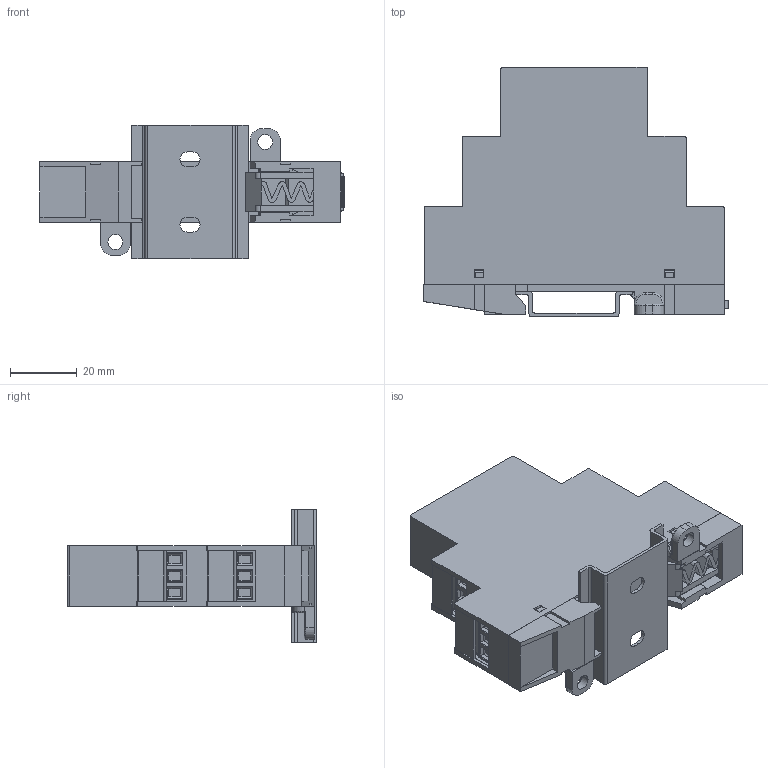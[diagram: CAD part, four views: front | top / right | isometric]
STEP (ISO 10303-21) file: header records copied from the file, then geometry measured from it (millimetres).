
FILE_DESCRIPTION (( 'STEP AP214' ), '1' );
FILE_NAME ('MD-17.5-02.STEP', '2022-01-24T10:44:42', ( '' ), ( '' ), 'SwSTEP 2.0', 'SolidWorks 2017', '' );
FILE_SCHEMA (( 'AUTOMOTIVE_DESIGN' ));
Length unit declared in the file: millimetre
Products named in the file (17): Clip; Foot Bracket; Terminal 3 Pin; MD-17.5-02; Base Plate; Top Cover; Rail-17.5
Assembly tree (10 placements, depth 2):
  Clip
  Foot Bracket
  Terminal 3 Pin
  MD-17.5-02
    Base Plate
    Top Cover
    Terminal 3 Pin  x4
    Foot Bracket  x2
    Clip
    Rail-17.5
  Terminal 3 Pin
Bounding box: 91.2 x 74.7 x 40 mm (x, y, z)
Volume: 28859.5 mm3; surface area: 41659.1 mm2
Topology: 10 solids, 10 shells, 1110 faces, 2893 edges, 1837 vertices
Faces by surface type: plane 902, cylinder 180, torus 19, cone 4, sphere 4, bspline 1
Entity records: 22507 total; most frequent: CARTESIAN_POINT 4012, ORIENTED_EDGE 3852, DIRECTION 3602, EDGE_CURVE 1926, VECTOR 1634, LINE 1634, VERTEX_POINT 1247, AXIS2_PLACEMENT_3D 984
